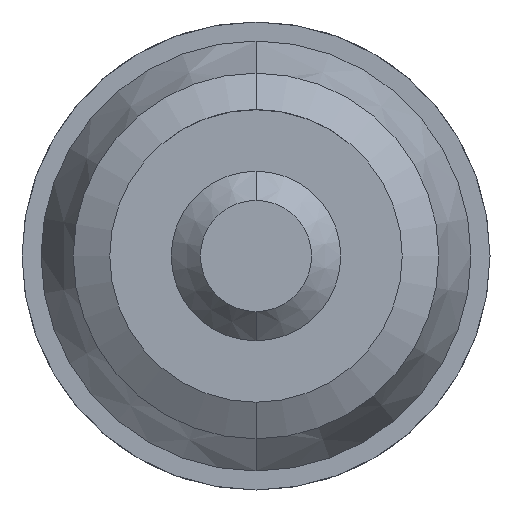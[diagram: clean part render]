
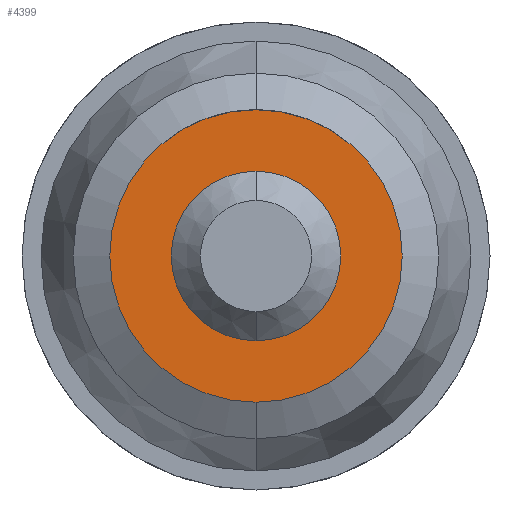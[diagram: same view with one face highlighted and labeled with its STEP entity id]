
A CAD part, front view. The second image highlights one B-rep face of the part: STEP entity #4399.
In plain terms, the highlighted planar face has unit normal (0, -1, 0).
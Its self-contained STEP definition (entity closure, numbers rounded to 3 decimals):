
#72 = ORIENTED_EDGE ( 'NONE', *, *, #967, .T. ) ;
#75 = CARTESIAN_POINT ( 'NONE',  ( 0., -12.969, 0. ) ) ;
#134 = AXIS2_PLACEMENT_3D ( 'NONE', #1598, #3345, #4320 ) ;
#319 = ORIENTED_EDGE ( 'NONE', *, *, #3415, .T. ) ;
#490 = EDGE_CURVE ( 'Defeature ausgef�hrt2_36+Defeature ausgef�hrt2_37+Defeature ausgef�hrt2_37+Defeature ausgef�hrt2_37', #5020, #3809, #2154, .T. ) ;
#618 = DIRECTION ( 'NONE',  ( 0., 0., 1. ) ) ;
#675 = DIRECTION ( 'NONE',  ( 0., 0., 1. ) ) ;
#766 = AXIS2_PLACEMENT_3D ( 'NONE', #75, #4031, #2751 ) ;
#967 = EDGE_CURVE ( 'Defeature ausgef�hrt2_37+Defeature ausgef�hrt2_39+Defeature ausgef�hrt2_39+Defeature ausgef�hrt2_39', #3353, #5423, #4835, .T. ) ;
#1370 = FACE_OUTER_BOUND ( 'NONE', #2274, .T. ) ;
#1598 = CARTESIAN_POINT ( 'NONE',  ( 0., -12.969, 0. ) ) ;
#1642 = CIRCLE ( 'NONE', #766, 1. ) ;
#2115 = AXIS2_PLACEMENT_3D ( 'NONE', #5568, #2485, #2909 ) ;
#2154 = CIRCLE ( 'NONE', #2605, 1. ) ;
#2274 = EDGE_LOOP ( 'NONE', ( #3624, #4524 ) ) ;
#2485 = DIRECTION ( 'NONE',  ( 0., 1., 0. ) ) ;
#2553 = CARTESIAN_POINT ( 'NONE',  ( 0., -12.969, -1. ) ) ;
#2605 = AXIS2_PLACEMENT_3D ( 'NONE', #4607, #4148, #675 ) ;
#2633 = CARTESIAN_POINT ( 'NONE',  ( 0., -12.969, 0.58 ) ) ;
#2729 = CARTESIAN_POINT ( 'NONE',  ( 0., -12.969, 1. ) ) ;
#2751 = DIRECTION ( 'NONE',  ( 0., 0., 1. ) ) ;
#2909 = DIRECTION ( 'NONE',  ( 0., 0., 1. ) ) ;
#3015 = EDGE_CURVE ( 'Defeature ausgef�hrt2_36+Defeature ausgef�hrt2_37+Defeature ausgef�hrt2_37+Defeature ausgef�hrt2_37', #3809, #5020, #1642, .T. ) ;
#3179 = CARTESIAN_POINT ( 'NONE',  ( 0., -12.969, 0. ) ) ;
#3293 = CARTESIAN_POINT ( 'NONE',  ( 0., -12.969, -0.58 ) ) ;
#3325 = PLANE ( 'NONE',  #2115 ) ;
#3345 = DIRECTION ( 'NONE',  ( 0., 1., 0. ) ) ;
#3353 = VERTEX_POINT ( 'NONE', #2633 ) ;
#3415 = EDGE_CURVE ( 'Defeature ausgef�hrt2_37+Defeature ausgef�hrt2_39+Defeature ausgef�hrt2_39+Defeature ausgef�hrt2_39', #5423, #3353, #3754, .T. ) ;
#3479 = FACE_BOUND ( 'NONE', #5372, .T. ) ;
#3624 = ORIENTED_EDGE ( 'NONE', *, *, #3015, .F. ) ;
#3754 = CIRCLE ( 'NONE', #134, 0.58 ) ;
#3809 = VERTEX_POINT ( 'NONE', #2729 ) ;
#4031 = DIRECTION ( 'NONE',  ( 0., 1., 0. ) ) ;
#4144 = AXIS2_PLACEMENT_3D ( 'NONE', #3179, #5437, #618 ) ;
#4148 = DIRECTION ( 'NONE',  ( 0., 1., 0. ) ) ;
#4320 = DIRECTION ( 'NONE',  ( 0., 0., 1. ) ) ;
#4399 = ADVANCED_FACE ( 'Defeature ausgef�hrt2_37', ( #1370, #3479 ), #3325, .F. ) ;
#4524 = ORIENTED_EDGE ( 'NONE', *, *, #490, .F. ) ;
#4607 = CARTESIAN_POINT ( 'NONE',  ( 0., -12.969, 0. ) ) ;
#4835 = CIRCLE ( 'NONE', #4144, 0.58 ) ;
#5020 = VERTEX_POINT ( 'NONE', #2553 ) ;
#5372 = EDGE_LOOP ( 'NONE', ( #72, #319 ) ) ;
#5423 = VERTEX_POINT ( 'NONE', #3293 ) ;
#5437 = DIRECTION ( 'NONE',  ( 0., 1., 0. ) ) ;
#5568 = CARTESIAN_POINT ( 'NONE',  ( 1., -12.969, 0. ) ) ;
